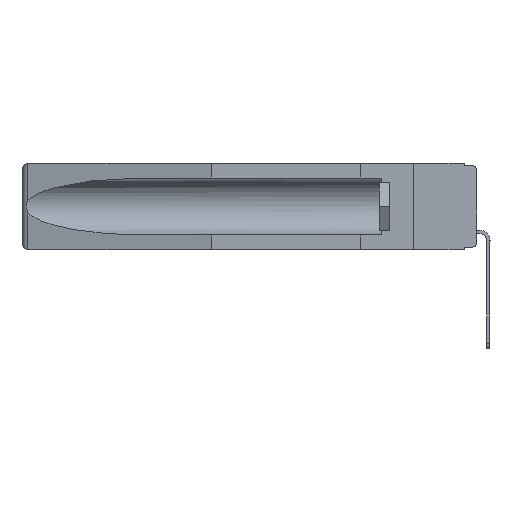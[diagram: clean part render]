
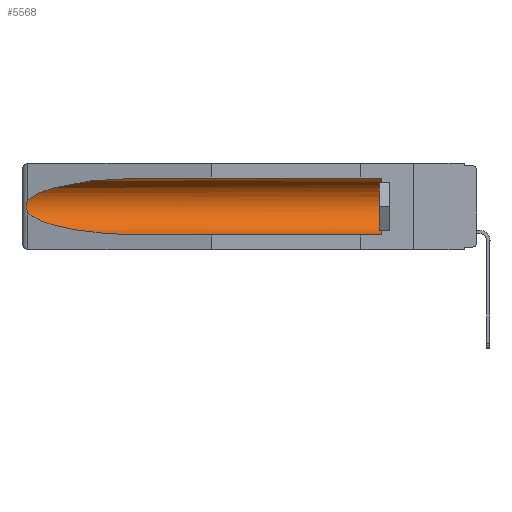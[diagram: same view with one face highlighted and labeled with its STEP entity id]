
A CAD part, left-side view. The second image highlights one B-rep face of the part: STEP entity #5568.
In plain terms, the highlighted cylindrical face has radius 2.857 mm (diameter 5.715 mm), a partial arc.
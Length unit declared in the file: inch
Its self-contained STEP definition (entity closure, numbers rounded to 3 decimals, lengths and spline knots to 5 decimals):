
#354 = CARTESIAN_POINT ( 'NONE',  ( 0.25451, 1.48313, -0.09465 ) ) ;
#409 = CARTESIAN_POINT ( 'NONE',  ( 0.2675, 1.53308, -0.17534 ) ) ;
#1488 = CARTESIAN_POINT ( 'NONE',  ( 0.155, -0.30754, -0.059 ) ) ;
#1933 = CARTESIAN_POINT ( 'NONE',  ( 0.26597, 1.5296, -0.19026 ) ) ;
#1967 = CARTESIAN_POINT ( 'NONE',  ( 0.155, -0.30754, -0.284 ) ) ;
#2407 = FACE_OUTER_BOUND ( 'NONE', #10148, .T. ) ;
#2573 = VERTEX_POINT ( 'NONE', #18425 ) ;
#2710 = LINE ( 'NONE', #1488, #15119 ) ;
#3369 = CARTESIAN_POINT ( 'NONE',  ( 0.26537, 1.52718, -0.14972 ) ) ;
#3929 = CARTESIAN_POINT ( 'NONE',  ( 0.155, 1.07973, -0.284 ) ) ;
#3944 = CYLINDRICAL_SURFACE ( 'NONE', #8854, 0.1125 ) ;
#4953 = VERTEX_POINT ( 'NONE', #3929 ) ;
#5021 = ORIENTED_EDGE ( 'NONE', *, *, #5428, .F. ) ;
#5121 = VERTEX_POINT ( 'NONE', #7201 ) ;
#5233 = LINE ( 'NONE', #1967, #13747 ) ;
#5403 =( BOUNDED_CURVE ( )  B_SPLINE_CURVE ( 3, ( #11516, #6696, #354, #19185 ),
 .UNSPECIFIED., .F., .T. ) 
 B_SPLINE_CURVE_WITH_KNOTS ( ( 4, 4 ),
 ( 4.71239, 6.08839 ),
 .UNSPECIFIED. ) 
 CURVE ( )  GEOMETRIC_REPRESENTATION_ITEM ( )  RATIONAL_B_SPLINE_CURVE ( ( 1., 0.848, 0.848, 1. ) ) 
 REPRESENTATION_ITEM ( '' )  );
#5428 = EDGE_CURVE ( 'NONE', #5121, #4953, #5233, .T. ) ;
#5568 = ADVANCED_FACE ( 'NONE', ( #2407 ), #3944, .F. ) ;
#5987 = ORIENTED_EDGE ( 'NONE', *, *, #18929, .T. ) ;
#6091 = DIRECTION ( 'NONE',  ( 0., 1., 0. ) ) ;
#6696 = CARTESIAN_POINT ( 'NONE',  ( 0.21114, 1.30732, -0.059 ) ) ;
#6923 = ORIENTED_EDGE ( 'NONE', *, *, #7086, .T. ) ;
#7086 = EDGE_CURVE ( 'NONE', #15557, #2573, #5403, .T. ) ;
#7201 = CARTESIAN_POINT ( 'NONE',  ( 0.155, 0.126, -0.284 ) ) ;
#7310 = DIRECTION ( 'NONE',  ( 0., 1., 0. ) ) ;
#7591 = ORIENTED_EDGE ( 'NONE', *, *, #9183, .T. ) ;
#7801 = DIRECTION ( 'NONE',  ( 0., -1., 0. ) ) ;
#7873 = ORIENTED_EDGE ( 'NONE', *, *, #17791, .T. ) ;
#8220 = CARTESIAN_POINT ( 'NONE',  ( 0.155, 1.07973, -0.284 ) ) ;
#8293 = CARTESIAN_POINT ( 'NONE',  ( 0.2675, 1.53308, -0.16763 ) ) ;
#8327 = CARTESIAN_POINT ( 'NONE',  ( 0.25451, 1.48313, -0.24835 ) ) ;
#8754 = DIRECTION ( 'NONE',  ( 0., 0., 1. ) ) ;
#8854 = AXIS2_PLACEMENT_3D ( 'NONE', #13762, #7310, #8754 ) ;
#9183 = EDGE_CURVE ( 'NONE', #2573, #15201, #10389, .T. ) ;
#9282 = CARTESIAN_POINT ( 'NONE',  ( 0.155, 0.126, -0.059 ) ) ;
#9684 = EDGE_CURVE ( 'NONE', #12177, #15557, #2710, .T. ) ;
#10148 = EDGE_LOOP ( 'NONE', ( #6923, #7591, #7873, #5021, #5987, #19263 ) ) ;
#10389 = B_SPLINE_CURVE_WITH_KNOTS ( 'NONE', 3,
 ( #3369, #19038, #11271, #17517, #8293, #409, #15969, #13001, #1933, #15875 ),
 .UNSPECIFIED., .F., .F.,
 ( 4, 2, 2, 2, 4 ),
 ( 0., 0.00029, 0.00058, 0.00087, 0.00117 ),
 .UNSPECIFIED. ) ;
#10853 = CARTESIAN_POINT ( 'NONE',  ( 0.26537, 1.52718, -0.19328 ) ) ;
#11271 = CARTESIAN_POINT ( 'NONE',  ( 0.26654, 1.53092, -0.15636 ) ) ;
#11516 = CARTESIAN_POINT ( 'NONE',  ( 0.155, 1.07973, -0.059 ) ) ;
#12177 = VERTEX_POINT ( 'NONE', #9282 ) ;
#13001 = CARTESIAN_POINT ( 'NONE',  ( 0.26655, 1.53094, -0.18657 ) ) ;
#13747 = VECTOR ( 'NONE', #14661, 39.37008 ) ;
#13762 = CARTESIAN_POINT ( 'NONE',  ( 0.155, -0.30754, -0.1715 ) ) ;
#14051 = DIRECTION ( 'NONE',  ( 0., 0., 1. ) ) ;
#14661 = DIRECTION ( 'NONE',  ( 0., 1., 0. ) ) ;
#15119 = VECTOR ( 'NONE', #6091, 39.37008 ) ;
#15155 = AXIS2_PLACEMENT_3D ( 'NONE', #17435, #7801, #14051 ) ;
#15201 = VERTEX_POINT ( 'NONE', #10853 ) ;
#15557 = VERTEX_POINT ( 'NONE', #16656 ) ;
#15746 =( BOUNDED_CURVE ( )  B_SPLINE_CURVE ( 3, ( #19376, #8327, #17850, #8220 ),
 .UNSPECIFIED., .F., .T. ) 
 B_SPLINE_CURVE_WITH_KNOTS ( ( 4, 4 ),
 ( 0.1948, 1.5708 ),
 .UNSPECIFIED. ) 
 CURVE ( )  GEOMETRIC_REPRESENTATION_ITEM ( )  RATIONAL_B_SPLINE_CURVE ( ( 1., 0.848, 0.848, 1. ) ) 
 REPRESENTATION_ITEM ( '' )  );
#15826 = CIRCLE ( 'NONE', #15155, 0.1125 ) ;
#15875 = CARTESIAN_POINT ( 'NONE',  ( 0.26537, 1.52718, -0.19328 ) ) ;
#15969 = CARTESIAN_POINT ( 'NONE',  ( 0.2673, 1.53269, -0.17917 ) ) ;
#16656 = CARTESIAN_POINT ( 'NONE',  ( 0.155, 1.07973, -0.059 ) ) ;
#17435 = CARTESIAN_POINT ( 'NONE',  ( 0.155, 0.126, -0.1715 ) ) ;
#17517 = CARTESIAN_POINT ( 'NONE',  ( 0.2673, 1.5327, -0.16383 ) ) ;
#17791 = EDGE_CURVE ( 'NONE', #15201, #4953, #15746, .T. ) ;
#17850 = CARTESIAN_POINT ( 'NONE',  ( 0.21114, 1.30732, -0.284 ) ) ;
#18425 = CARTESIAN_POINT ( 'NONE',  ( 0.26537, 1.52718, -0.14972 ) ) ;
#18929 = EDGE_CURVE ( 'NONE', #5121, #12177, #15826, .T. ) ;
#19038 = CARTESIAN_POINT ( 'NONE',  ( 0.26597, 1.52961, -0.15275 ) ) ;
#19185 = CARTESIAN_POINT ( 'NONE',  ( 0.26537, 1.52718, -0.14972 ) ) ;
#19263 = ORIENTED_EDGE ( 'NONE', *, *, #9684, .T. ) ;
#19376 = CARTESIAN_POINT ( 'NONE',  ( 0.26537, 1.52718, -0.19328 ) ) ;
